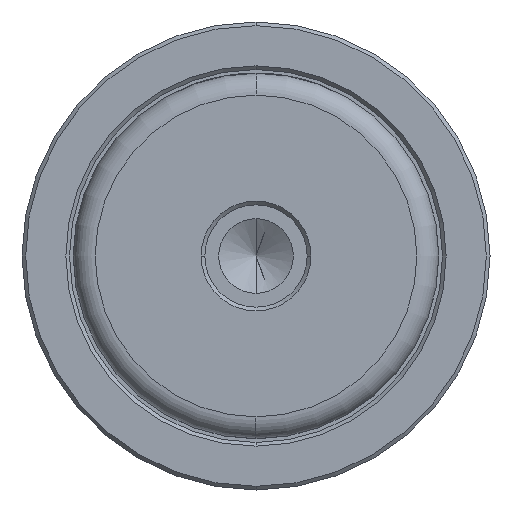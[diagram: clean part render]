
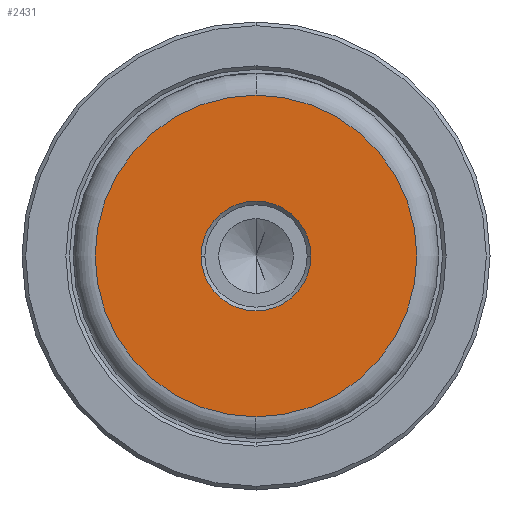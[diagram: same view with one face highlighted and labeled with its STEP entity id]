
A CAD part, left-side view. The second image highlights one B-rep face of the part: STEP entity #2431.
In plain terms, the highlighted planar face has unit normal (-1, 0, 0).
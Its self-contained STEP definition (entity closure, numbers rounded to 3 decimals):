
#138 = ORIENTED_EDGE ( 'NONE', *, *, #2014, .T. ) ;
#196 = DIRECTION ( 'NONE',  ( 0., 0., 1. ) ) ;
#224 = CIRCLE ( 'NONE', #2348, 21.997 ) ;
#357 = CARTESIAN_POINT ( 'NONE',  ( 0., 7.5, 0. ) ) ;
#358 = DIRECTION ( 'NONE',  ( 1., 0., 0. ) ) ;
#467 = CIRCLE ( 'NONE', #2429, 7.5 ) ;
#529 = DIRECTION ( 'NONE',  ( 0., 0., 1. ) ) ;
#541 = AXIS2_PLACEMENT_3D ( 'NONE', #2412, #1182, #2613 ) ;
#573 = CARTESIAN_POINT ( 'NONE',  ( 0., -7.5, 0. ) ) ;
#699 = AXIS2_PLACEMENT_3D ( 'NONE', #1557, #358, #1765 ) ;
#747 = CIRCLE ( 'NONE', #541, 21.997 ) ;
#764 = DIRECTION ( 'NONE',  ( -1., 0., 0. ) ) ;
#841 = VERTEX_POINT ( 'NONE', #2010 ) ;
#854 = EDGE_CURVE ( 'NONE', #2144, #2029, #467, .T. ) ;
#1148 = CARTESIAN_POINT ( 'NONE',  ( 0., 0., 21.997 ) ) ;
#1182 = DIRECTION ( 'NONE',  ( -1., 0., 0. ) ) ;
#1399 = DIRECTION ( 'NONE',  ( 1., 0., 0. ) ) ;
#1417 = ORIENTED_EDGE ( 'NONE', *, *, #2512, .T. ) ;
#1557 = CARTESIAN_POINT ( 'NONE',  ( 0., 0., 0. ) ) ;
#1606 = ORIENTED_EDGE ( 'NONE', *, *, #854, .T. ) ;
#1734 = DIRECTION ( 'NONE',  ( -1., 0., 0. ) ) ;
#1765 = DIRECTION ( 'NONE',  ( 0., 0., 1. ) ) ;
#1858 = EDGE_LOOP ( 'NONE', ( #1417, #1606 ) ) ;
#1986 = CARTESIAN_POINT ( 'NONE',  ( 0., 0., 0. ) ) ;
#2010 = CARTESIAN_POINT ( 'NONE',  ( 0., 0., -21.997 ) ) ;
#2014 = EDGE_CURVE ( 'NONE', #2516, #841, #224, .T. ) ;
#2029 = VERTEX_POINT ( 'NONE', #573 ) ;
#2072 = EDGE_CURVE ( 'NONE', #841, #2516, #747, .T. ) ;
#2144 = VERTEX_POINT ( 'NONE', #357 ) ;
#2173 = ORIENTED_EDGE ( 'NONE', *, *, #2072, .T. ) ;
#2188 = DIRECTION ( 'NONE',  ( 0., 0., 1. ) ) ;
#2248 = AXIS2_PLACEMENT_3D ( 'NONE', #2547, #1734, #529 ) ;
#2333 = PLANE ( 'NONE',  #2248 ) ;
#2348 = AXIS2_PLACEMENT_3D ( 'NONE', #1986, #764, #2188 ) ;
#2412 = CARTESIAN_POINT ( 'NONE',  ( 0., 0., 0. ) ) ;
#2429 = AXIS2_PLACEMENT_3D ( 'NONE', #2625, #1399, #196 ) ;
#2431 = ADVANCED_FACE ( 'NONE', ( #2438, #2629 ), #2333, .T. ) ;
#2438 = FACE_BOUND ( 'NONE', #1858, .T. ) ;
#2512 = EDGE_CURVE ( 'NONE', #2029, #2144, #2594, .T. ) ;
#2516 = VERTEX_POINT ( 'NONE', #1148 ) ;
#2547 = CARTESIAN_POINT ( 'NONE',  ( 0., 0., 0. ) ) ;
#2577 = EDGE_LOOP ( 'NONE', ( #138, #2173 ) ) ;
#2594 = CIRCLE ( 'NONE', #699, 7.5 ) ;
#2613 = DIRECTION ( 'NONE',  ( 0., 0., 1. ) ) ;
#2625 = CARTESIAN_POINT ( 'NONE',  ( 0., 0., 0. ) ) ;
#2629 = FACE_OUTER_BOUND ( 'NONE', #2577, .T. ) ;
